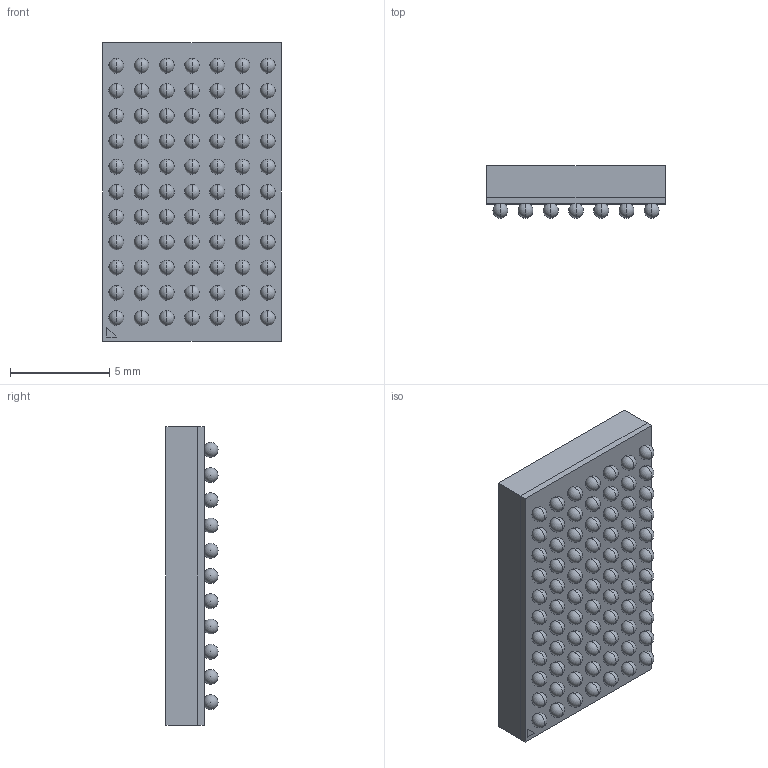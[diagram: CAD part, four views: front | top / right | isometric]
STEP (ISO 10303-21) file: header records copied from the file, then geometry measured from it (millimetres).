
FILE_DESCRIPTION (( 'STEP AP214' ), '1' );
FILE_NAME ('LTM8049EY#PBF.STEP', '2023-09-29T16:38:01', ( '' ), ( '' ), 'SwSTEP 2.0', 'SolidWorks 2021', '' );
FILE_SCHEMA (( 'AUTOMOTIVE_DESIGN' ));
Length unit declared in the file: millimetre
Products named in the file (1): LTM8049EY#PBF
Bounding box: 9 x 2.62 x 15 mm (x, y, z)
Volume: 276.8 mm3; surface area: 773.8 mm2
Topology: 81 solids, 81 shells, 259 faces, 747 edges, 498 vertices
Faces by surface type: sphere 154, plane 101, cylinder 4
Entity records: 6542 total; most frequent: DIRECTION 1198, CARTESIAN_POINT 889, ORIENTED_EDGE 724, AXIS2_PLACEMENT_3D 576, EDGE_CURVE 362, CIRCLE 316, VERTEX_POINT 267, EDGE_LOOP 261
